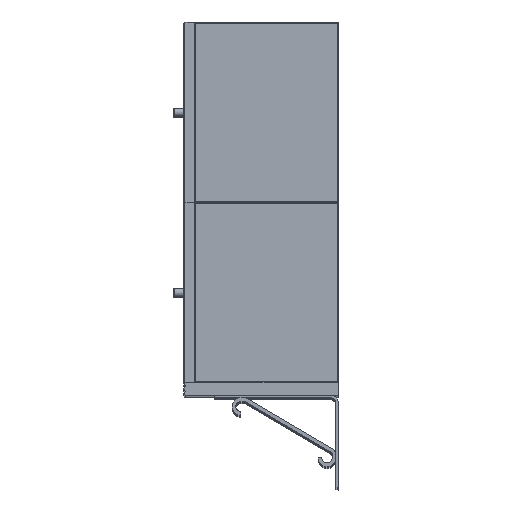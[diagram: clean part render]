
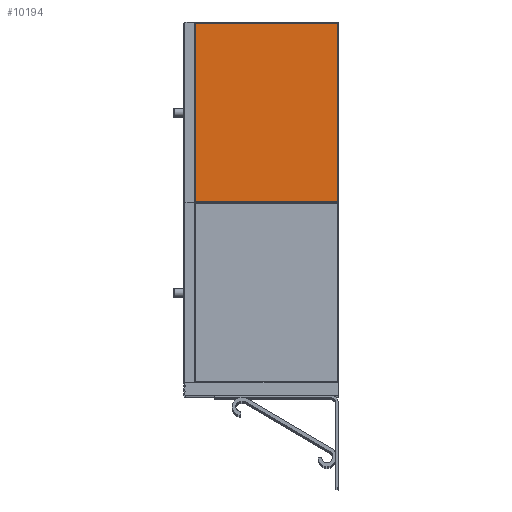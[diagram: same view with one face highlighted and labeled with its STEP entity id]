
A CAD part, top view. The second image highlights one B-rep face of the part: STEP entity #10194.
In plain terms, the highlighted planar face has unit normal (0, 0, 1).
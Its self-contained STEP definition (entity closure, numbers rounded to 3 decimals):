
#9618 = PLANE('',#9619);
#9619 = AXIS2_PLACEMENT_3D('',#9620,#9621,#9622);
#9620 = CARTESIAN_POINT('',(0.,-1.,781.));
#9621 = DIRECTION('',(0.,-0.707,-0.707));
#9622 = DIRECTION('',(1.,0.,0.));
#9731 = PLANE('',#9732);
#9732 = AXIS2_PLACEMENT_3D('',#9733,#9734,#9735);
#9733 = CARTESIAN_POINT('',(-1.,-350.,781.));
#9734 = DIRECTION('',(-0.707,0.,-0.707));
#9735 = DIRECTION('',(0.,-1.,0.));
#9769 = VERTEX_POINT('',#9770);
#9770 = CARTESIAN_POINT('',(-2.,-2.,782.));
#9793 = VERTEX_POINT('',#9794);
#9794 = CARTESIAN_POINT('',(-278.,-2.,782.));
#9808 = PLANE('',#9809);
#9809 = AXIS2_PLACEMENT_3D('',#9810,#9811,#9812);
#9810 = CARTESIAN_POINT('',(-279.,0.,781.));
#9811 = DIRECTION('',(0.707,0.,-0.707));
#9812 = DIRECTION('',(0.,1.,0.));
#9820 = EDGE_CURVE('',#9769,#9793,#9821,.T.);
#9821 = SURFACE_CURVE('',#9822,(#9826,#9833),.PCURVE_S1.);
#9822 = LINE('',#9823,#9824);
#9823 = CARTESIAN_POINT('',(0.,-2.,782.));
#9824 = VECTOR('',#9825,1.);
#9825 = DIRECTION('',(-1.,0.,0.));
#9826 = PCURVE('',#9618,#9827);
#9827 = DEFINITIONAL_REPRESENTATION('',(#9828),#9832);
#9828 = LINE('',#9829,#9830);
#9829 = CARTESIAN_POINT('',(-0.,1.414));
#9830 = VECTOR('',#9831,1.);
#9831 = DIRECTION('',(-1.,0.));
#9832 = ( GEOMETRIC_REPRESENTATION_CONTEXT(2) 
PARAMETRIC_REPRESENTATION_CONTEXT() REPRESENTATION_CONTEXT('2D SPACE',''
  ) );
#9833 = PCURVE('',#9834,#9839);
#9834 = PLANE('',#9835);
#9835 = AXIS2_PLACEMENT_3D('',#9836,#9837,#9838);
#9836 = CARTESIAN_POINT('',(-140.,-175.,782.));
#9837 = DIRECTION('',(0.,0.,1.));
#9838 = DIRECTION('',(1.,0.,0.));
#9839 = DEFINITIONAL_REPRESENTATION('',(#9840),#9844);
#9840 = LINE('',#9841,#9842);
#9841 = CARTESIAN_POINT('',(140.,173.));
#9842 = VECTOR('',#9843,1.);
#9843 = DIRECTION('',(-1.,0.));
#9844 = ( GEOMETRIC_REPRESENTATION_CONTEXT(2) 
PARAMETRIC_REPRESENTATION_CONTEXT() REPRESENTATION_CONTEXT('2D SPACE',''
  ) );
#10132 = PLANE('',#10133);
#10133 = AXIS2_PLACEMENT_3D('',#10134,#10135,#10136);
#10134 = CARTESIAN_POINT('',(-280.,-349.,781.));
#10135 = DIRECTION('',(0.,0.707,-0.707));
#10136 = DIRECTION('',(1.,0.,0.));
#10150 = VERTEX_POINT('',#10151);
#10151 = CARTESIAN_POINT('',(-2.,-348.,782.));
#10174 = EDGE_CURVE('',#10150,#9769,#10175,.T.);
#10175 = SURFACE_CURVE('',#10176,(#10180,#10187),.PCURVE_S1.);
#10176 = LINE('',#10177,#10178);
#10177 = CARTESIAN_POINT('',(-2.,-350.,782.));
#10178 = VECTOR('',#10179,1.);
#10179 = DIRECTION('',(0.,1.,0.));
#10180 = PCURVE('',#9731,#10181);
#10181 = DEFINITIONAL_REPRESENTATION('',(#10182),#10186);
#10182 = LINE('',#10183,#10184);
#10183 = CARTESIAN_POINT('',(-0.,1.414));
#10184 = VECTOR('',#10185,1.);
#10185 = DIRECTION('',(-1.,0.));
#10186 = ( GEOMETRIC_REPRESENTATION_CONTEXT(2) 
PARAMETRIC_REPRESENTATION_CONTEXT() REPRESENTATION_CONTEXT('2D SPACE',''
  ) );
#10187 = PCURVE('',#9834,#10188);
#10188 = DEFINITIONAL_REPRESENTATION('',(#10189),#10193);
#10189 = LINE('',#10190,#10191);
#10190 = CARTESIAN_POINT('',(138.,-175.));
#10191 = VECTOR('',#10192,1.);
#10192 = DIRECTION('',(0.,1.));
#10193 = ( GEOMETRIC_REPRESENTATION_CONTEXT(2) 
PARAMETRIC_REPRESENTATION_CONTEXT() REPRESENTATION_CONTEXT('2D SPACE',''
  ) );
#10194 = ADVANCED_FACE('',(#10195),#9834,.T.);
#10195 = FACE_BOUND('',#10196,.T.);
#10196 = EDGE_LOOP('',(#10197,#10198,#10221,#10242));
#10197 = ORIENTED_EDGE('',*,*,#9820,.T.);
#10198 = ORIENTED_EDGE('',*,*,#10199,.T.);
#10199 = EDGE_CURVE('',#9793,#10200,#10202,.T.);
#10200 = VERTEX_POINT('',#10201);
#10201 = CARTESIAN_POINT('',(-278.,-348.,782.));
#10202 = SURFACE_CURVE('',#10203,(#10207,#10214),.PCURVE_S1.);
#10203 = LINE('',#10204,#10205);
#10204 = CARTESIAN_POINT('',(-278.,0.,782.));
#10205 = VECTOR('',#10206,1.);
#10206 = DIRECTION('',(0.,-1.,0.));
#10207 = PCURVE('',#9834,#10208);
#10208 = DEFINITIONAL_REPRESENTATION('',(#10209),#10213);
#10209 = LINE('',#10210,#10211);
#10210 = CARTESIAN_POINT('',(-138.,175.));
#10211 = VECTOR('',#10212,1.);
#10212 = DIRECTION('',(0.,-1.));
#10213 = ( GEOMETRIC_REPRESENTATION_CONTEXT(2) 
PARAMETRIC_REPRESENTATION_CONTEXT() REPRESENTATION_CONTEXT('2D SPACE',''
  ) );
#10214 = PCURVE('',#9808,#10215);
#10215 = DEFINITIONAL_REPRESENTATION('',(#10216),#10220);
#10216 = LINE('',#10217,#10218);
#10217 = CARTESIAN_POINT('',(-0.,1.414));
#10218 = VECTOR('',#10219,1.);
#10219 = DIRECTION('',(-1.,0.));
#10220 = ( GEOMETRIC_REPRESENTATION_CONTEXT(2) 
PARAMETRIC_REPRESENTATION_CONTEXT() REPRESENTATION_CONTEXT('2D SPACE',''
  ) );
#10221 = ORIENTED_EDGE('',*,*,#10222,.T.);
#10222 = EDGE_CURVE('',#10200,#10150,#10223,.T.);
#10223 = SURFACE_CURVE('',#10224,(#10228,#10235),.PCURVE_S1.);
#10224 = LINE('',#10225,#10226);
#10225 = CARTESIAN_POINT('',(-280.,-348.,782.));
#10226 = VECTOR('',#10227,1.);
#10227 = DIRECTION('',(1.,0.,0.));
#10228 = PCURVE('',#9834,#10229);
#10229 = DEFINITIONAL_REPRESENTATION('',(#10230),#10234);
#10230 = LINE('',#10231,#10232);
#10231 = CARTESIAN_POINT('',(-140.,-173.));
#10232 = VECTOR('',#10233,1.);
#10233 = DIRECTION('',(1.,0.));
#10234 = ( GEOMETRIC_REPRESENTATION_CONTEXT(2) 
PARAMETRIC_REPRESENTATION_CONTEXT() REPRESENTATION_CONTEXT('2D SPACE',''
  ) );
#10235 = PCURVE('',#10132,#10236);
#10236 = DEFINITIONAL_REPRESENTATION('',(#10237),#10241);
#10237 = LINE('',#10238,#10239);
#10238 = CARTESIAN_POINT('',(0.,-1.414));
#10239 = VECTOR('',#10240,1.);
#10240 = DIRECTION('',(1.,-0.));
#10241 = ( GEOMETRIC_REPRESENTATION_CONTEXT(2) 
PARAMETRIC_REPRESENTATION_CONTEXT() REPRESENTATION_CONTEXT('2D SPACE',''
  ) );
#10242 = ORIENTED_EDGE('',*,*,#10174,.T.);
